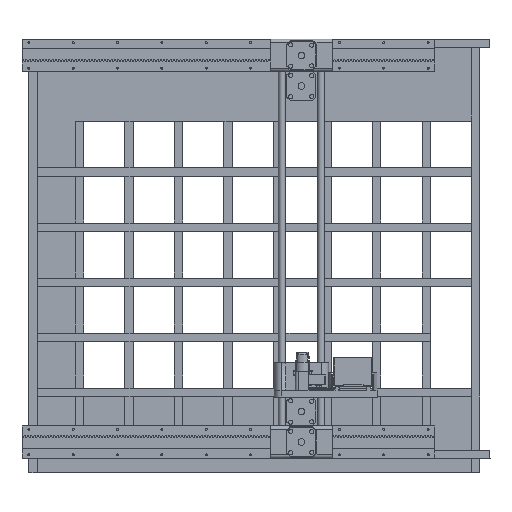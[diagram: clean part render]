
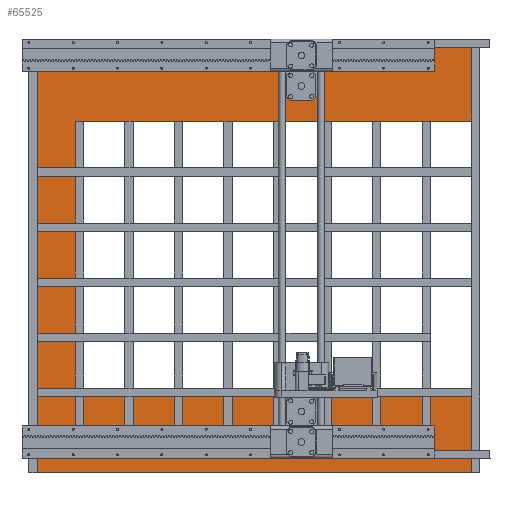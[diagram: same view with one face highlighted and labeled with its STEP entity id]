
A CAD part, front view. The second image highlights one B-rep face of the part: STEP entity #65525.
In plain terms, the highlighted planar face has unit normal (0, -1, 0).
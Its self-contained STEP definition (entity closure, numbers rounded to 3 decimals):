
#4746=FACE_OUTER_BOUND('',#8396,.T.);
#8396=EDGE_LOOP('',(#59368,#59369,#59370,#59371,#59372,#59373,#59374,#59375,
#59376,#59377));
#16431=LINE('',#106228,#24578);
#16432=LINE('',#106231,#24579);
#16435=LINE('',#106238,#24582);
#16439=LINE('',#106246,#24586);
#16442=LINE('',#106252,#24589);
#16445=LINE('',#106257,#24592);
#16447=LINE('',#106261,#24594);
#16450=LINE('',#106267,#24597);
#16453=LINE('',#106273,#24600);
#16456=LINE('',#106278,#24603);
#24578=VECTOR('',#87140,10.);
#24579=VECTOR('',#87143,10.);
#24582=VECTOR('',#87148,10.);
#24586=VECTOR('',#87154,10.);
#24589=VECTOR('',#87159,10.);
#24592=VECTOR('',#87164,10.);
#24594=VECTOR('',#87168,10.);
#24597=VECTOR('',#87173,10.);
#24600=VECTOR('',#87178,10.);
#24603=VECTOR('',#87183,10.);
#31818=VERTEX_POINT('',#106221);
#31821=VERTEX_POINT('',#106226);
#31822=VERTEX_POINT('',#106230);
#31824=VERTEX_POINT('',#106236);
#31825=VERTEX_POINT('',#106237);
#31828=VERTEX_POINT('',#106245);
#31830=VERTEX_POINT('',#106251);
#31832=VERTEX_POINT('',#106260);
#31834=VERTEX_POINT('',#106266);
#31836=VERTEX_POINT('',#106272);
#41007=EDGE_CURVE('',#31821,#31818,#16431,.T.);
#41008=EDGE_CURVE('',#31822,#31818,#16432,.T.);
#41011=EDGE_CURVE('',#31824,#31825,#16435,.T.);
#41015=EDGE_CURVE('',#31828,#31824,#16439,.T.);
#41018=EDGE_CURVE('',#31830,#31828,#16442,.T.);
#41021=EDGE_CURVE('',#31830,#31822,#16445,.T.);
#41023=EDGE_CURVE('',#31821,#31832,#16447,.T.);
#41026=EDGE_CURVE('',#31832,#31834,#16450,.T.);
#41029=EDGE_CURVE('',#31836,#31834,#16453,.T.);
#41032=EDGE_CURVE('',#31825,#31836,#16456,.T.);
#59368=ORIENTED_EDGE('',*,*,#41032,.F.);
#59369=ORIENTED_EDGE('',*,*,#41011,.F.);
#59370=ORIENTED_EDGE('',*,*,#41015,.F.);
#59371=ORIENTED_EDGE('',*,*,#41018,.F.);
#59372=ORIENTED_EDGE('',*,*,#41021,.T.);
#59373=ORIENTED_EDGE('',*,*,#41008,.T.);
#59374=ORIENTED_EDGE('',*,*,#41007,.F.);
#59375=ORIENTED_EDGE('',*,*,#41023,.T.);
#59376=ORIENTED_EDGE('',*,*,#41026,.T.);
#59377=ORIENTED_EDGE('',*,*,#41029,.F.);
#62299=PLANE('',#70433);
#65525=ADVANCED_FACE('',(#4746),#62299,.F.);
#70433=AXIS2_PLACEMENT_3D('',#106281,#87187,#87188);
#87140=DIRECTION('',(0.,0.,-1.));
#87143=DIRECTION('',(1.,0.,0.));
#87148=DIRECTION('',(0.,0.,-1.));
#87154=DIRECTION('',(1.,0.,0.));
#87159=DIRECTION('',(1.,0.,0.));
#87164=DIRECTION('',(0.,0.,-1.));
#87168=DIRECTION('',(0.,0.,1.));
#87173=DIRECTION('',(-1.,0.,0.));
#87178=DIRECTION('',(0.,0.,-1.));
#87183=DIRECTION('',(-1.,0.,0.));
#87187=DIRECTION('center_axis',(0.,1.,0.));
#87188=DIRECTION('ref_axis',(-1.,0.,0.));
#106221=CARTESIAN_POINT('',(502.162,200.153,-141.115));
#106226=CARTESIAN_POINT('',(502.162,200.153,-120.115));
#106228=CARTESIAN_POINT('',(502.162,200.153,-120.115));
#106230=CARTESIAN_POINT('',(-153.292,200.153,-141.115));
#106231=CARTESIAN_POINT('',(289.208,200.153,-141.115));
#106236=CARTESIAN_POINT('',(502.162,200.153,488.885));
#106237=CARTESIAN_POINT('',(502.162,200.153,369.777));
#106238=CARTESIAN_POINT('',(502.162,200.153,488.885));
#106245=CARTESIAN_POINT('',(436.708,200.153,488.885));
#106246=CARTESIAN_POINT('',(436.708,200.153,488.885));
#106251=CARTESIAN_POINT('',(-153.292,200.153,488.885));
#106252=CARTESIAN_POINT('',(-153.292,200.153,488.885));
#106257=CARTESIAN_POINT('',(-153.292,200.153,-120.115));
#106260=CARTESIAN_POINT('',(502.162,200.153,-18.223));
#106261=CARTESIAN_POINT('',(502.162,200.153,-30.223));
#106266=CARTESIAN_POINT('',(-73.838,200.153,-18.223));
#106267=CARTESIAN_POINT('',(502.162,200.153,-18.223));
#106272=CARTESIAN_POINT('',(-73.838,200.153,369.777));
#106273=CARTESIAN_POINT('',(-73.838,200.153,369.777));
#106278=CARTESIAN_POINT('',(502.162,200.153,369.777));
#106281=CARTESIAN_POINT('Origin',(174.435,200.153,184.385));
